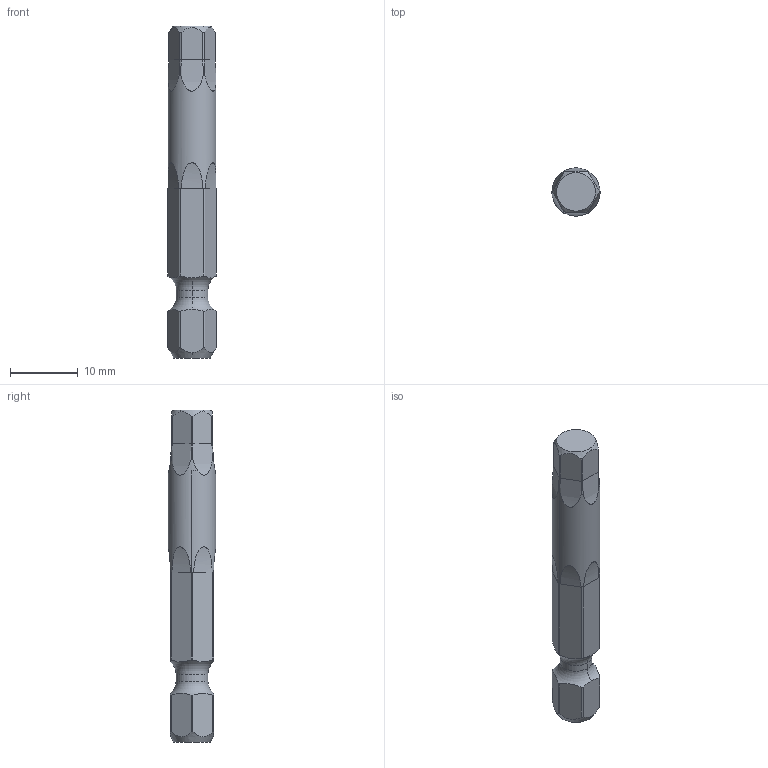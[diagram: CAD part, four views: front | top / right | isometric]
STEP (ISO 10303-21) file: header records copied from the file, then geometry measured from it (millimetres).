
FILE_DESCRIPTION((''),'2;1');
FILE_NAME('4027103806','2023-08-22T14:23:35',('A00565553'),(''),'CREO PARAMETRIC BY PTC INC, 2022414','CREO PARAMETRIC BY PTC INC, 2022414','');
FILE_SCHEMA(('CONFIG_CONTROL_DESIGN','GEOMETRIC_VALIDATION_PROPERTIES_MIM'));
Length unit declared in the file: millimetre
Products named in the file (1): 4027103806
Bounding box: 7.18 x 7.08 x 49 mm (x, y, z)
Volume: 1667 mm3; surface area: 1098.6 mm2
Topology: 1 solids, 1 shells, 74 faces, 190 edges, 118 vertices
Faces by surface type: cylinder 34, plane 26, torus 10, cone 4
Entity records: 2809 total; most frequent: CARTESIAN_POINT 963, ORIENTED_EDGE 380, DIRECTION 344, EDGE_CURVE 190, AXIS2_PLACEMENT_3D 138, VERTEX_POINT 118, EDGE_LOOP 74, FACE_OUTER_BOUND 74
